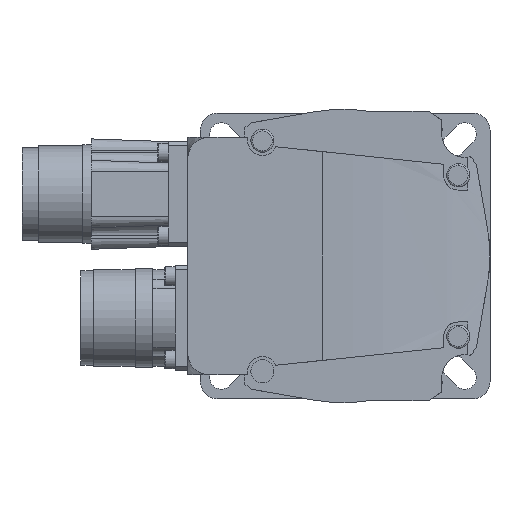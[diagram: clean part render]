
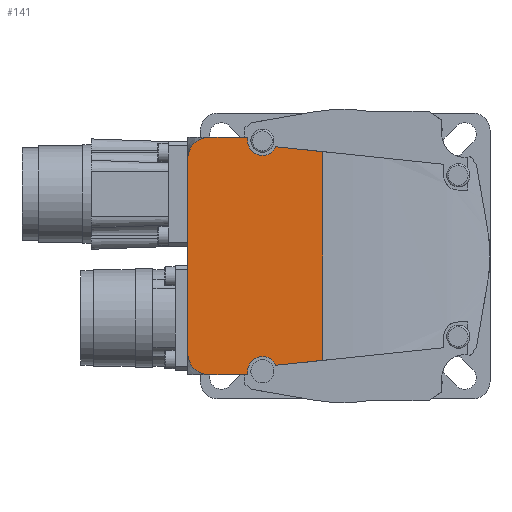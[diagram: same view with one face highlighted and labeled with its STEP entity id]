
A CAD part, left-side view. The second image highlights one B-rep face of the part: STEP entity #141.
In plain terms, the highlighted planar face has unit normal (-1, 0, 0).
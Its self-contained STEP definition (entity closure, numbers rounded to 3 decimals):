
#141=ADVANCED_FACE('',(#631),#632,.T.);
#631=FACE_OUTER_BOUND('',#1566,.T.);
#632=PLANE('',#1567);
#1566=EDGE_LOOP('',(#2798,#2799,#2800,#2801,#2802,#2803,#2804,#2805,#2806,#2807,#2808,#2809));
#1567=AXIS2_PLACEMENT_3D('',#2810,#2811,#2812);
#2798=ORIENTED_EDGE('',*,*,#5982,.T.);
#2799=ORIENTED_EDGE('',*,*,#6089,.F.);
#2800=ORIENTED_EDGE('',*,*,#6085,.F.);
#2801=ORIENTED_EDGE('',*,*,#6083,.F.);
#2802=ORIENTED_EDGE('',*,*,#6081,.F.);
#2803=ORIENTED_EDGE('',*,*,#6042,.F.);
#2804=ORIENTED_EDGE('',*,*,#6069,.F.);
#2805=ORIENTED_EDGE('',*,*,#6071,.F.);
#2806=ORIENTED_EDGE('',*,*,#6073,.F.);
#2807=ORIENTED_EDGE('',*,*,#6074,.F.);
#2808=ORIENTED_EDGE('',*,*,#5985,.T.);
#2809=ORIENTED_EDGE('',*,*,#5987,.F.);
#2810=CARTESIAN_POINT('',(-8.0,0.0,0.0));
#2811=DIRECTION('',(-1.0,0.0,0.0));
#2812=DIRECTION('',(0.0,0.0,1.0));
#5982=EDGE_CURVE('',#7118,#7115,#7119,.T.);
#5985=EDGE_CURVE('',#7124,#7121,#7125,.T.);
#5987=EDGE_CURVE('',#7118,#7121,#7127,.T.);
#6042=EDGE_CURVE('',#7230,#7232,#7233,.T.);
#6069=EDGE_CURVE('',#7272,#7230,#7274,.T.);
#6071=EDGE_CURVE('',#7275,#7272,#7277,.T.);
#6073=EDGE_CURVE('',#7278,#7275,#7280,.T.);
#6074=EDGE_CURVE('',#7124,#7278,#7281,.T.);
#6081=EDGE_CURVE('',#7232,#7289,#7290,.T.);
#6083=EDGE_CURVE('',#7289,#7292,#7293,.T.);
#6085=EDGE_CURVE('',#7292,#7295,#7296,.T.);
#6089=EDGE_CURVE('',#7295,#7115,#7301,.T.);
#7115=VERTEX_POINT('',#8994);
#7118=VERTEX_POINT('',#9006);
#7119=CIRCLE('',#9007,5.0);
#7121=VERTEX_POINT('',#9018);
#7124=VERTEX_POINT('',#9030);
#7125=CIRCLE('',#9031,5.0);
#7127=LINE('',#9042,#9043);
#7230=VERTEX_POINT('',#9230);
#7232=VERTEX_POINT('',#9232);
#7233=LINE('',#9233,#9234);
#7272=VERTEX_POINT('',#9305);
#7274=LINE('',#9308,#9309);
#7275=VERTEX_POINT('',#9310);
#7277=CIRCLE('',#9313,3.5);
#7278=VERTEX_POINT('',#9314);
#7280=LINE('',#9317,#9318);
#7281=LINE('',#9319,#9320);
#7289=VERTEX_POINT('',#9334);
#7290=LINE('',#9335,#9336);
#7292=VERTEX_POINT('',#9339);
#7293=CIRCLE('',#9340,3.5);
#7295=VERTEX_POINT('',#9343);
#7296=LINE('',#9344,#9345);
#7301=LINE('',#9353,#9354);
#8994=CARTESIAN_POINT('',(-8.0,32.0,-28.25));
#9006=CARTESIAN_POINT('',(-8.0,37.0,-23.25));
#9007=AXIS2_PLACEMENT_3D('',#11729,#11730,#11731);
#9018=CARTESIAN_POINT('',(-8.0,37.0,23.25));
#9030=CARTESIAN_POINT('',(-8.0,32.0,28.25));
#9031=AXIS2_PLACEMENT_3D('',#11732,#11733,#11734);
#9042=CARTESIAN_POINT('',(-8.0,37.0,28.25));
#9043=VECTOR('',#11735,1.0);
#9230=CARTESIAN_POINT('',(-8.,4.8,24.866));
#9232=CARTESIAN_POINT('',(-8.,4.8,-24.866));
#9233=CARTESIAN_POINT('',(-8.0,4.8,0.0));
#9234=VECTOR('',#11826,1.0);
#9305=CARTESIAN_POINT('',(-8.0,16.006,26.043));
#9308=CARTESIAN_POINT('',(-8.0,-23.942,21.845));
#9309=VECTOR('',#11870,1.0);
#9310=CARTESIAN_POINT('',(-8.0,22.715,27.442));
#9313=AXIS2_PLACEMENT_3D('',#11872,#11873,#11874);
#9314=CARTESIAN_POINT('',(-8.0,22.715,28.25));
#9317=CARTESIAN_POINT('',(-8.0,22.715,27.442));
#9318=VECTOR('',#11876,1.0);
#9319=CARTESIAN_POINT('',(-8.0,22.715,28.25));
#9320=VECTOR('',#11877,1.0);
#9334=CARTESIAN_POINT('',(-8.0,16.006,-26.043));
#9335=CARTESIAN_POINT('',(-8.0,16.006,-26.043));
#9336=VECTOR('',#11884,1.0);
#9339=CARTESIAN_POINT('',(-8.0,22.715,-27.442));
#9340=AXIS2_PLACEMENT_3D('',#11886,#11887,#11888);
#9343=CARTESIAN_POINT('',(-8.0,22.715,-28.25));
#9344=CARTESIAN_POINT('',(-8.0,22.715,-28.25));
#9345=VECTOR('',#11890,1.0);
#9353=CARTESIAN_POINT('',(-8.0,37.0,-28.25));
#9354=VECTOR('',#11894,1.0);
#11729=CARTESIAN_POINT('',(-8.0,32.0,-23.25));
#11730=DIRECTION('',(-1.0,-0.0,0.0));
#11731=DIRECTION('',(0.0,0.,-1.0));
#11732=CARTESIAN_POINT('',(-8.0,32.0,23.25));
#11733=DIRECTION('',(-1.0,0.0,0.0));
#11734=DIRECTION('',(0.0,1.0,0.));
#11735=DIRECTION('',(0.0,0.0,1.0));
#11826=DIRECTION('',(0.0,0.0,-1.0));
#11870=DIRECTION('',(0.0,-0.995,-0.105));
#11872=CARTESIAN_POINT('',(-8.0,19.215,27.442));
#11873=DIRECTION('',(-1.0,-0.0,0.0));
#11874=DIRECTION('',(0.0,-0.917,-0.399));
#11876=DIRECTION('',(0.0,0.0,-1.0));
#11877=DIRECTION('',(0.0,-1.0,0.0));
#11884=DIRECTION('',(0.0,0.995,-0.105));
#11886=CARTESIAN_POINT('',(-8.0,19.215,-27.442));
#11887=DIRECTION('',(-1.0,0.0,0.0));
#11888=DIRECTION('',(0.0,1.0,0.));
#11890=DIRECTION('',(0.0,0.0,-1.0));
#11894=DIRECTION('',(0.0,1.0,0.0));
